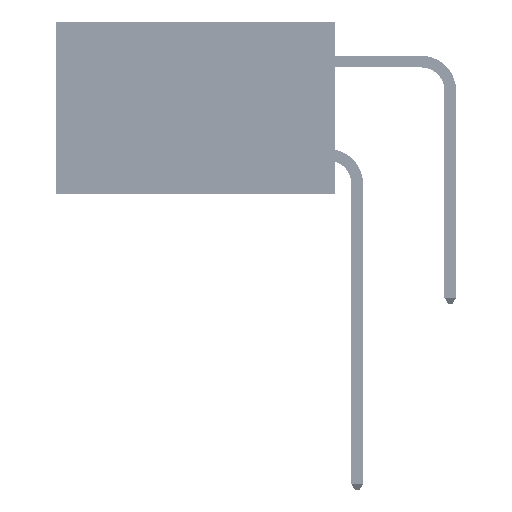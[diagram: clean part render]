
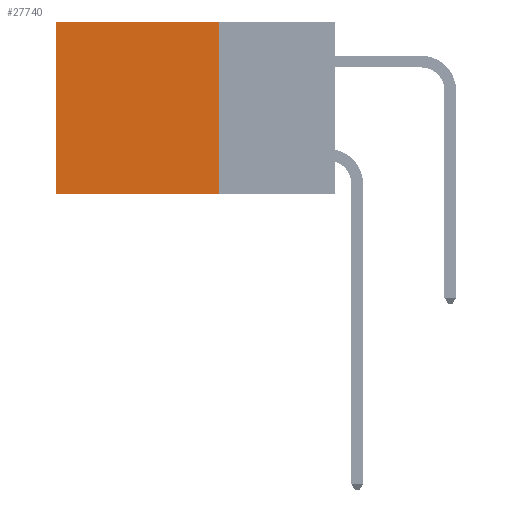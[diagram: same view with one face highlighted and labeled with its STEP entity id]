
A CAD part, left-side view. The second image highlights one B-rep face of the part: STEP entity #27740.
In plain terms, the highlighted planar face has unit normal (-1, 0, 0).
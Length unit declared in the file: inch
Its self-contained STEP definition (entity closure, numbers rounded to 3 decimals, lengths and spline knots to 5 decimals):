
#3844 = EDGE_LOOP ( 'NONE', ( #12697, #36126, #52912, #5326 ) ) ;
#5326 = ORIENTED_EDGE ( 'NONE', *, *, #12152, .T. ) ;
#5548 = DIRECTION ( 'NONE',  ( 0., 0., -1. ) ) ;
#6335 = LINE ( 'NONE', #6654, #47591 ) ;
#6654 = CARTESIAN_POINT ( 'NONE',  ( 0.2875, 0.6, 0. ) ) ;
#7320 = EDGE_CURVE ( 'NONE', #11309, #17525, #6335, .T. ) ;
#9565 = CARTESIAN_POINT ( 'NONE',  ( 0.2875, 0.25, 0. ) ) ;
#11309 = VERTEX_POINT ( 'NONE', #25913 ) ;
#12152 = EDGE_CURVE ( 'NONE', #51394, #11309, #48412, .T. ) ;
#12697 = ORIENTED_EDGE ( 'NONE', *, *, #7320, .T. ) ;
#14637 = LINE ( 'NONE', #9565, #46083 ) ;
#15047 = DIRECTION ( 'NONE',  ( 0., 0., -1. ) ) ;
#15145 = CARTESIAN_POINT ( 'NONE',  ( 0.2875, 0.6, -0.37 ) ) ;
#15362 = CARTESIAN_POINT ( 'NONE',  ( 0.2875, 0.25, 0. ) ) ;
#17525 = VERTEX_POINT ( 'NONE', #15145 ) ;
#18061 = DIRECTION ( 'NONE',  ( 0., 1., 0. ) ) ;
#18604 = CARTESIAN_POINT ( 'NONE',  ( 0.2875, 0.25, -0.37 ) ) ;
#22822 = DIRECTION ( 'NONE',  ( 0., 1., 0. ) ) ;
#23757 = CARTESIAN_POINT ( 'NONE',  ( 0.2875, 0.25, -0.37 ) ) ;
#23957 = PLANE ( 'NONE',  #51151 ) ;
#25913 = CARTESIAN_POINT ( 'NONE',  ( 0.2875, 0.6, 0. ) ) ;
#27740 = ADVANCED_FACE ( 'NONE', ( #46441 ), #23957, .F. ) ;
#31447 = CARTESIAN_POINT ( 'NONE',  ( 0.2875, 0.25, 0. ) ) ;
#32142 = EDGE_CURVE ( 'NONE', #51394, #34916, #14637, .T. ) ;
#32442 = VECTOR ( 'NONE', #18061, 39.37008 ) ;
#33300 = VECTOR ( 'NONE', #22822, 39.37008 ) ;
#34916 = VERTEX_POINT ( 'NONE', #23757 ) ;
#36126 = ORIENTED_EDGE ( 'NONE', *, *, #41075, .F. ) ;
#40462 = DIRECTION ( 'NONE',  ( 0., 0., -1. ) ) ;
#41075 = EDGE_CURVE ( 'NONE', #34916, #17525, #46902, .T. ) ;
#46083 = VECTOR ( 'NONE', #5548, 39.37008 ) ;
#46156 = CARTESIAN_POINT ( 'NONE',  ( 0.2875, 0.25, 0. ) ) ;
#46441 = FACE_OUTER_BOUND ( 'NONE', #3844, .T. ) ;
#46902 = LINE ( 'NONE', #18604, #32442 ) ;
#47591 = VECTOR ( 'NONE', #15047, 39.37008 ) ;
#48412 = LINE ( 'NONE', #31447, #33300 ) ;
#51151 = AXIS2_PLACEMENT_3D ( 'NONE', #15362, #53039, #40462 ) ;
#51394 = VERTEX_POINT ( 'NONE', #46156 ) ;
#52912 = ORIENTED_EDGE ( 'NONE', *, *, #32142, .F. ) ;
#53039 = DIRECTION ( 'NONE',  ( 1., 0., 0. ) ) ;
